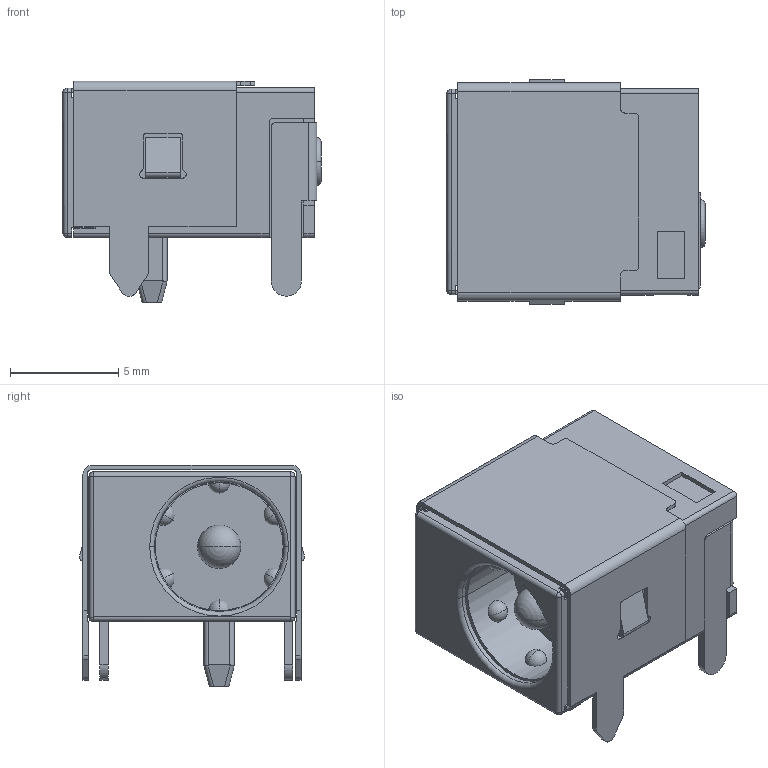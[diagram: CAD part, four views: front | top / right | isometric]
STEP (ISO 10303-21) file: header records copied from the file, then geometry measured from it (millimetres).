
FILE_DESCRIPTION((''),'2;1');
FILE_NAME('DC-IN-TH_DC-044A-20A','2022-06-23T15:51:13',('win10'),(''),'CREO PARAMETRIC BY PTC INC, 2020033','CREO PARAMETRIC BY PTC INC, 2020033','');
FILE_SCHEMA(('AUTOMOTIVE_DESIGN { 1 0 10303 214 1 1 1 1 }'));
Length unit declared in the file: millimetre
Products named in the file (1): DC-IN-TH_DC-044A-20A
Bounding box: 11.9 x 10.36 x 10.2 mm (x, y, z)
Volume: 663.6 mm3; surface area: 1290.3 mm2
Topology: 6 solids, 6 shells, 427 faces, 1146 edges, 754 vertices
Faces by surface type: plane 257, cylinder 73, extrusion 73, sphere 14, torus 6, bspline 4
Entity records: 16189 total; most frequent: CARTESIAN_POINT 3685, ORIENTED_EDGE 2264, DIRECTION 1871, EDGE_CURVE 1132, VECTOR 859, LINE 786, VERTEX_POINT 754, AXIS2_PLACEMENT_3D 506
